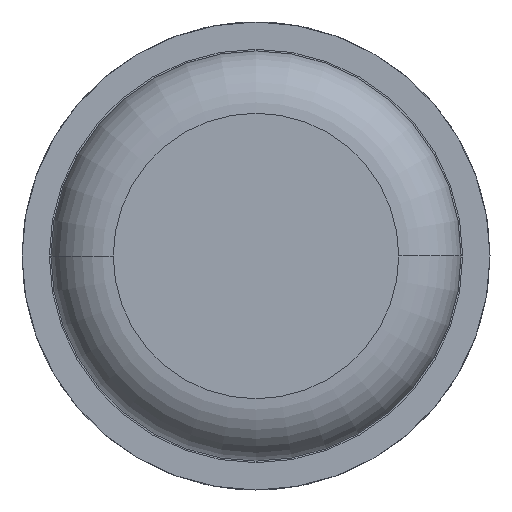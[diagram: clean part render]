
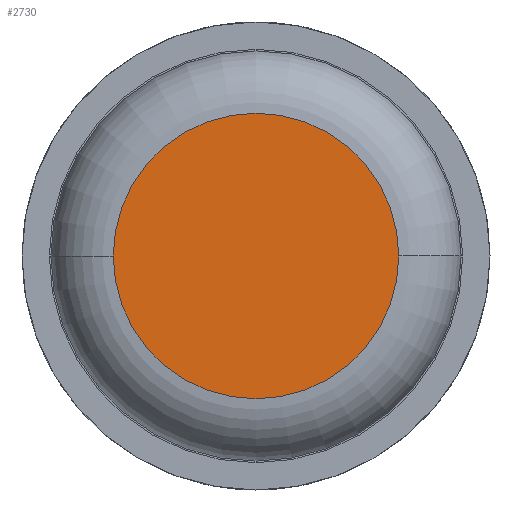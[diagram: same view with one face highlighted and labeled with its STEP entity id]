
A CAD part, front view. The second image highlights one B-rep face of the part: STEP entity #2730.
In plain terms, the highlighted planar face has unit normal (0, -1, 0).
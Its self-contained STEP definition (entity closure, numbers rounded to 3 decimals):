
#75 = CIRCLE ( 'NONE', #428, 0.915 ) ;
#232 = FACE_OUTER_BOUND ( 'NONE', #3676, .T. ) ;
#410 = CARTESIAN_POINT ( 'NONE',  ( 0., 0., 0. ) ) ;
#428 = AXIS2_PLACEMENT_3D ( 'NONE', #4859, #696, #4025 ) ;
#637 = CARTESIAN_POINT ( 'NONE',  ( 0., 0., 0. ) ) ;
#696 = DIRECTION ( 'NONE',  ( 0., -1., 0. ) ) ;
#897 = ORIENTED_EDGE ( 'NONE', *, *, #5171, .T. ) ;
#1244 = AXIS2_PLACEMENT_3D ( 'NONE', #410, #2417, #5324 ) ;
#1510 = EDGE_CURVE ( 'Defeature ausgef�hrt1_6+Defeature ausgef�hrt1_7+Defeature ausgef�hrt1_7+Defeature ausgef�hrt1_7', #4740, #4811, #75, .T. ) ;
#1662 = CARTESIAN_POINT ( 'NONE',  ( 0.915, 0., 0. ) ) ;
#2101 = CIRCLE ( 'NONE', #1244, 0.915 ) ;
#2218 = DIRECTION ( 'NONE',  ( 0., 1., 0. ) ) ;
#2417 = DIRECTION ( 'NONE',  ( 0., -1., 0. ) ) ;
#2730 = ADVANCED_FACE ( 'Defeature ausgef�hrt1_6', ( #232 ), #3090, .F. ) ;
#2865 = CARTESIAN_POINT ( 'NONE',  ( -0.915, 0., 0. ) ) ;
#3090 = PLANE ( 'NONE',  #3680 ) ;
#3105 = DIRECTION ( 'NONE',  ( -1., 0., 0. ) ) ;
#3173 = ORIENTED_EDGE ( 'NONE', *, *, #1510, .T. ) ;
#3676 = EDGE_LOOP ( 'NONE', ( #3173, #897 ) ) ;
#3680 = AXIS2_PLACEMENT_3D ( 'NONE', #637, #2218, #3105 ) ;
#4025 = DIRECTION ( 'NONE',  ( -1., 0., 0. ) ) ;
#4740 = VERTEX_POINT ( 'NONE', #2865 ) ;
#4811 = VERTEX_POINT ( 'NONE', #1662 ) ;
#4859 = CARTESIAN_POINT ( 'NONE',  ( 0., 0., 0. ) ) ;
#5171 = EDGE_CURVE ( 'Defeature ausgef�hrt1_6+Defeature ausgef�hrt1_7+Defeature ausgef�hrt1_7+Defeature ausgef�hrt1_7', #4811, #4740, #2101, .T. ) ;
#5324 = DIRECTION ( 'NONE',  ( -1., 0., 0. ) ) ;
